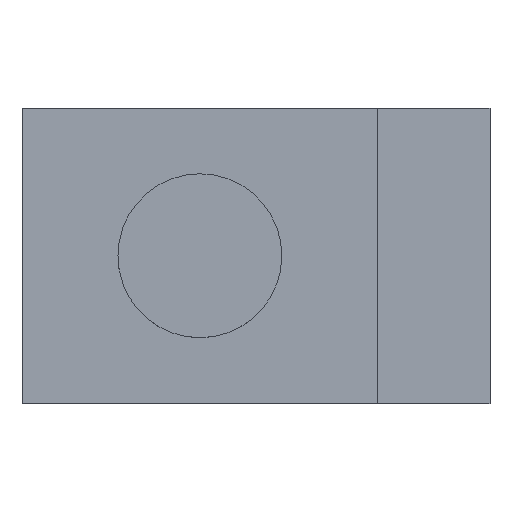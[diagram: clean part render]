
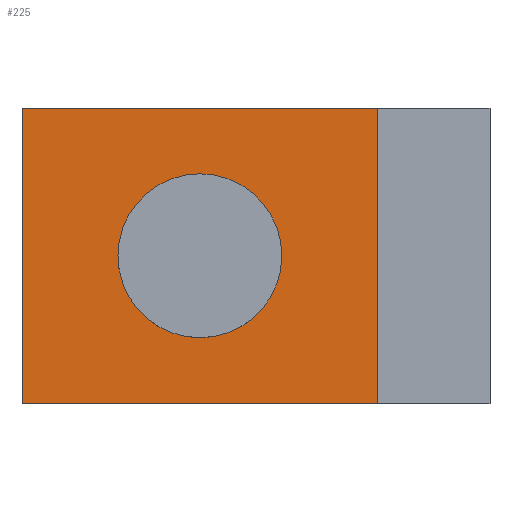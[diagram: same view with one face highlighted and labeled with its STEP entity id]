
A CAD part, top view. The second image highlights one B-rep face of the part: STEP entity #225.
In plain terms, the highlighted planar face has unit normal (0, 0, 1).
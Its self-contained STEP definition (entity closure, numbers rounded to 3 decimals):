
#86=LINE('',#1249,#155);
#87=LINE('',#1252,#156);
#88=LINE('',#1254,#157);
#89=LINE('',#1256,#158);
#155=VECTOR('',#1002,1.);
#156=VECTOR('',#1003,1.);
#157=VECTOR('',#1004,1.);
#158=VECTOR('',#1005,1.);
#225=ADVANCED_FACE('',(#305,#306),#274,.F.);
#274=PLANE('',#892);
#305=FACE_BOUND('',#337,.T.);
#306=FACE_BOUND('',#338,.T.);
#337=EDGE_LOOP('',(#407,#408,#409,#410));
#338=EDGE_LOOP('',(#411));
#407=ORIENTED_EDGE('',*,*,#697,.T.);
#408=ORIENTED_EDGE('',*,*,#698,.F.);
#409=ORIENTED_EDGE('',*,*,#699,.F.);
#410=ORIENTED_EDGE('',*,*,#700,.T.);
#411=ORIENTED_EDGE('',*,*,#701,.F.);
#621=VERTEX_POINT('',#1250);
#622=VERTEX_POINT('',#1251);
#623=VERTEX_POINT('',#1253);
#624=VERTEX_POINT('',#1255);
#625=VERTEX_POINT('',#1258);
#697=EDGE_CURVE('',#621,#622,#86,.T.);
#698=EDGE_CURVE('',#623,#622,#87,.T.);
#699=EDGE_CURVE('',#624,#623,#88,.T.);
#700=EDGE_CURVE('',#624,#621,#89,.T.);
#701=EDGE_CURVE('',#625,#625,#804,.T.);
#804=CIRCLE('',#891,29.95);
#891=AXIS2_PLACEMENT_3D('',#1257,#1006,#1007);
#892=AXIS2_PLACEMENT_3D('',#1259,#1008,#1009);
#1002=DIRECTION('',(-1.,0.,0.));
#1003=DIRECTION('',(0.,1.,0.));
#1004=DIRECTION('',(-1.,0.,0.));
#1005=DIRECTION('',(0.,1.,0.));
#1006=DIRECTION('',(0.,0.,1.));
#1007=DIRECTION('',(-1.,0.,0.));
#1008=DIRECTION('',(0.,0.,-1.));
#1009=DIRECTION('',(1.,0.,0.));
#1249=CARTESIAN_POINT('',(65.,54.,0.));
#1250=CARTESIAN_POINT('',(65.,54.,0.));
#1251=CARTESIAN_POINT('',(-65.,54.,0.));
#1252=CARTESIAN_POINT('',(-65.,-54.,0.));
#1253=CARTESIAN_POINT('',(-65.,-54.,0.));
#1254=CARTESIAN_POINT('',(65.,-54.,0.));
#1255=CARTESIAN_POINT('',(65.,-54.,0.));
#1256=CARTESIAN_POINT('',(65.,-54.,0.));
#1257=CARTESIAN_POINT('',(0.,0.,0.));
#1258=CARTESIAN_POINT('',(-29.95,0.,0.));
#1259=CARTESIAN_POINT('',(65.,-54.,0.));
